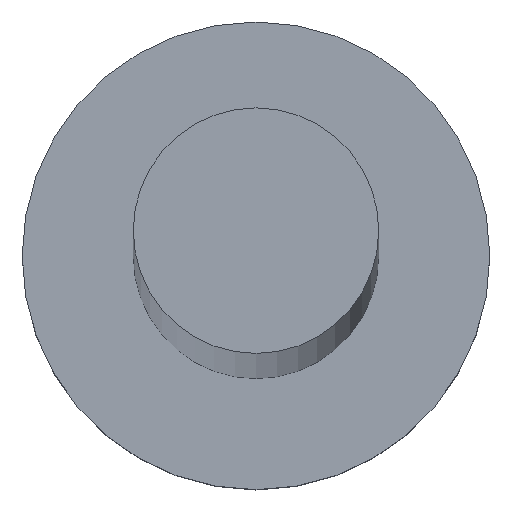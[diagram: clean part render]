
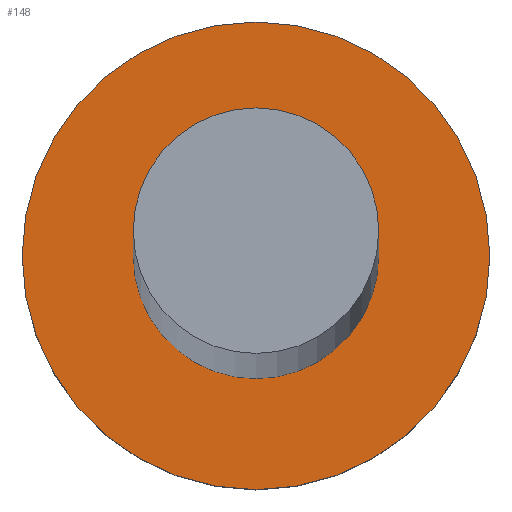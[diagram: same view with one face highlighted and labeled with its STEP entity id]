
A CAD part, top view. The second image highlights one B-rep face of the part: STEP entity #148.
In plain terms, the highlighted planar face has unit normal (0, 0, 1).
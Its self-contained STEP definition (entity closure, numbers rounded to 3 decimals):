
#6 = VERTEX_POINT ( 'NONE', #248 ) ;
#13 = EDGE_LOOP ( 'NONE', ( #192, #25 ) ) ;
#16 = ORIENTED_EDGE ( 'NONE', *, *, #189, .F. ) ;
#25 = ORIENTED_EDGE ( 'NONE', *, *, #93, .T. ) ;
#31 = CARTESIAN_POINT ( 'NONE',  ( 0., 0., 3. ) ) ;
#40 = DIRECTION ( 'NONE',  ( 1., 0., 0. ) ) ;
#93 = EDGE_CURVE ( 'NONE', #6, #170, #251, .T. ) ;
#95 = DIRECTION ( 'NONE',  ( 1., 0., 0. ) ) ;
#101 = AXIS2_PLACEMENT_3D ( 'NONE', #236, #214, #121 ) ;
#104 = AXIS2_PLACEMENT_3D ( 'NONE', #163, #164, #136 ) ;
#108 = VERTEX_POINT ( 'NONE', #157 ) ;
#121 = DIRECTION ( 'NONE',  ( 1., 0., 0. ) ) ;
#136 = DIRECTION ( 'NONE',  ( 1., 0., 0. ) ) ;
#141 = CARTESIAN_POINT ( 'NONE',  ( 0., 0., 3. ) ) ;
#142 = CARTESIAN_POINT ( 'NONE',  ( -4., 0., 3. ) ) ;
#148 = ADVANCED_FACE ( 'NONE', ( #161, #234 ), #235, .T. ) ;
#153 = DIRECTION ( 'NONE',  ( 0., 0., 1. ) ) ;
#157 = CARTESIAN_POINT ( 'NONE',  ( -2.1, 0., 3. ) ) ;
#161 = FACE_BOUND ( 'NONE', #196, .T. ) ;
#163 = CARTESIAN_POINT ( 'NONE',  ( 0., 0., 3. ) ) ;
#164 = DIRECTION ( 'NONE',  ( 0., 0., 1. ) ) ;
#170 = VERTEX_POINT ( 'NONE', #142 ) ;
#171 = AXIS2_PLACEMENT_3D ( 'NONE', #141, #250, #40 ) ;
#173 = DIRECTION ( 'NONE',  ( 1., 0., 0. ) ) ;
#180 = DIRECTION ( 'NONE',  ( 0., 0., 1. ) ) ;
#181 = CIRCLE ( 'NONE', #186, 2.1 ) ;
#182 = CARTESIAN_POINT ( 'NONE',  ( 2.1, 0., 3. ) ) ;
#185 = AXIS2_PLACEMENT_3D ( 'NONE', #31, #153, #173 ) ;
#186 = AXIS2_PLACEMENT_3D ( 'NONE', #215, #180, #95 ) ;
#189 = EDGE_CURVE ( 'NONE', #213, #108, #224, .T. ) ;
#192 = ORIENTED_EDGE ( 'NONE', *, *, #219, .T. ) ;
#195 = CIRCLE ( 'NONE', #104, 4. ) ;
#196 = EDGE_LOOP ( 'NONE', ( #244, #16 ) ) ;
#213 = VERTEX_POINT ( 'NONE', #182 ) ;
#214 = DIRECTION ( 'NONE',  ( 0., 0., 1. ) ) ;
#215 = CARTESIAN_POINT ( 'NONE',  ( 0., 0., 3. ) ) ;
#219 = EDGE_CURVE ( 'NONE', #170, #6, #195, .T. ) ;
#224 = CIRCLE ( 'NONE', #171, 2.1 ) ;
#234 = FACE_OUTER_BOUND ( 'NONE', #13, .T. ) ;
#235 = PLANE ( 'NONE',  #101 ) ;
#236 = CARTESIAN_POINT ( 'NONE',  ( 0., 0., 3. ) ) ;
#237 = EDGE_CURVE ( 'NONE', #108, #213, #181, .T. ) ;
#244 = ORIENTED_EDGE ( 'NONE', *, *, #237, .F. ) ;
#248 = CARTESIAN_POINT ( 'NONE',  ( 4., 0., 3. ) ) ;
#250 = DIRECTION ( 'NONE',  ( 0., 0., 1. ) ) ;
#251 = CIRCLE ( 'NONE', #185, 4. ) ;
